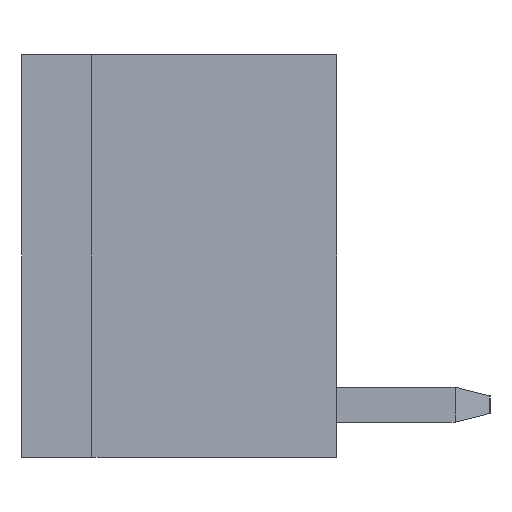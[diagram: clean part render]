
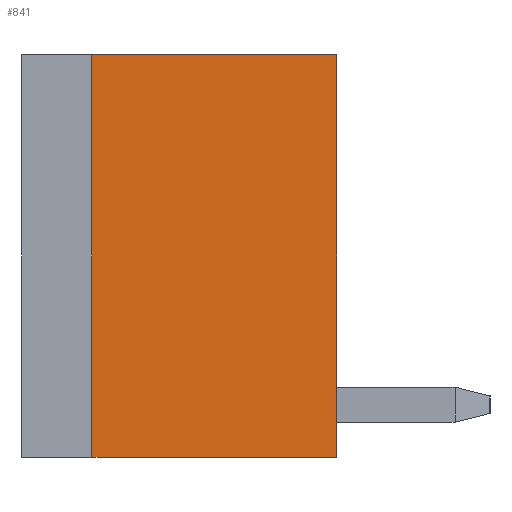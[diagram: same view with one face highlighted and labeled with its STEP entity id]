
A CAD part, left-side view. The second image highlights one B-rep face of the part: STEP entity #841.
In plain terms, the highlighted planar face has unit normal (-1, 0, 0).
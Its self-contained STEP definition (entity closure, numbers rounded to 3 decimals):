
#841 = ADVANCED_FACE( '', ( #1725 ), #1726, .F. );
#1725 = FACE_OUTER_BOUND( '', #2682, .T. );
#1726 = PLANE( '', #2683 );
#2682 = EDGE_LOOP( '', ( #4803, #4804, #4805, #4806 ) );
#2683 = AXIS2_PLACEMENT_3D( '', #4807, #4808, #4809 );
#4803 = ORIENTED_EDGE( '', *, *, #6714, .F. );
#4804 = ORIENTED_EDGE( '', *, *, #5876, .T. );
#4805 = ORIENTED_EDGE( '', *, *, #6715, .F. );
#4806 = ORIENTED_EDGE( '', *, *, #6096, .F. );
#4807 = CARTESIAN_POINT( '', ( -15.65, 0., 0. ) );
#4808 = DIRECTION( '', ( 1., 0., 0. ) );
#4809 = DIRECTION( '', ( 0., 0., -1. ) );
#5876 = EDGE_CURVE( '', #7027, #7028, #7029, .T. );
#6096 = EDGE_CURVE( '', #7415, #7417, #7418, .T. );
#6714 = EDGE_CURVE( '', #7027, #7415, #8335, .T. );
#6715 = EDGE_CURVE( '', #7417, #7028, #8336, .T. );
#7027 = VERTEX_POINT( '', #8716 );
#7028 = VERTEX_POINT( '', #8717 );
#7029 = LINE( '', #8718, #8719 );
#7415 = VERTEX_POINT( '', #9288 );
#7417 = VERTEX_POINT( '', #9291 );
#7418 = LINE( '', #9292, #9293 );
#8335 = LINE( '', #10846, #10847 );
#8336 = LINE( '', #10848, #10849 );
#8716 = CARTESIAN_POINT( '', ( -15.65, 2., 4.6 ) );
#8717 = CARTESIAN_POINT( '', ( -15.65, 2., -4.6 ) );
#8718 = CARTESIAN_POINT( '', ( -15.65, 2., 0. ) );
#8719 = VECTOR( '', #11316, 1000. );
#9288 = CARTESIAN_POINT( '', ( -15.65, -3.6, 4.6 ) );
#9291 = CARTESIAN_POINT( '', ( -15.65, -3.6, -4.6 ) );
#9292 = CARTESIAN_POINT( '', ( -15.65, -3.6, 4.6 ) );
#9293 = VECTOR( '', #11513, 1000. );
#10846 = CARTESIAN_POINT( '', ( -15.65, 3.6, 4.6 ) );
#10847 = VECTOR( '', #12006, 1000. );
#10848 = CARTESIAN_POINT( '', ( -15.65, -3.6, -4.6 ) );
#10849 = VECTOR( '', #12007, 1000. );
#11316 = DIRECTION( '', ( 0., 0., -1. ) );
#11513 = DIRECTION( '', ( 0., 0., -1. ) );
#12006 = DIRECTION( '', ( 0., -1., 0. ) );
#12007 = DIRECTION( '', ( 0., 1., 0. ) );
